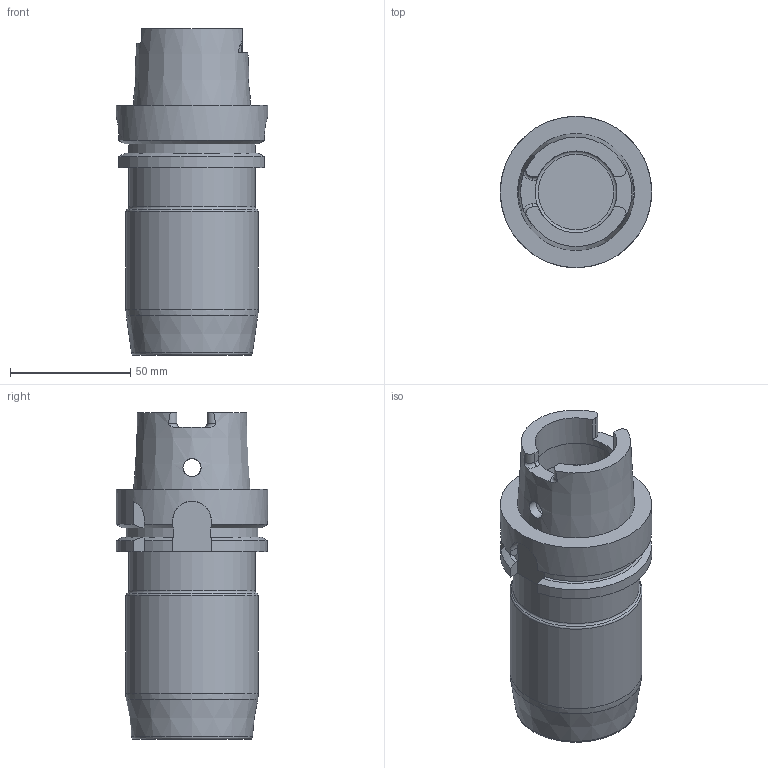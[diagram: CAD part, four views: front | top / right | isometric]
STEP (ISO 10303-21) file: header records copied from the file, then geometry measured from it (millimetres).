
FILE_DESCRIPTION(/* description */ (''),/* implementation_level */ '2;1');
FILE_NAME(/* name */ '1778_1_3d.stp',/* time_stamp */ '2021-11-19T09:13:19+01:00',/* author */ (''),/* organization */ ('SMS'),/* preprocessor_version */ 'ST-DEVELOPER v16.7',/* originating_system */ 'SIEMENS PLM Software NX 12.0',/* authorisation */ '');
FILE_SCHEMA (('AUTOMOTIVE_DESIGN { 1 0 10303 214 3 1 1 1 }'));
Length unit declared in the file: millimetre
Products named in the file (1): 1778_1_3D
Bounding box: 62.94 x 62.94 x 135.9 mm (x, y, z)
Volume: 262619.9 mm3; surface area: 34621.3 mm2
Topology: 1 solids, 1 shells, 76 faces, 215 edges, 140 vertices
Faces by surface type: plane 34, cylinder 24, cone 9, torus 8, bspline 1
Full cylindrical faces by diameter (mm): 7.5 x2, 34.05 x2, 40.08 x1, 52.5 x1, 55 x1, 62.94 x1
Entity records: 2714 total; most frequent: CARTESIAN_POINT 857, DIRECTION 373, ORIENTED_EDGE 368, EDGE_CURVE 184, AXIS2_PLACEMENT_3D 143, VERTEX_POINT 128, EDGE_LOOP 98, LINE 87
